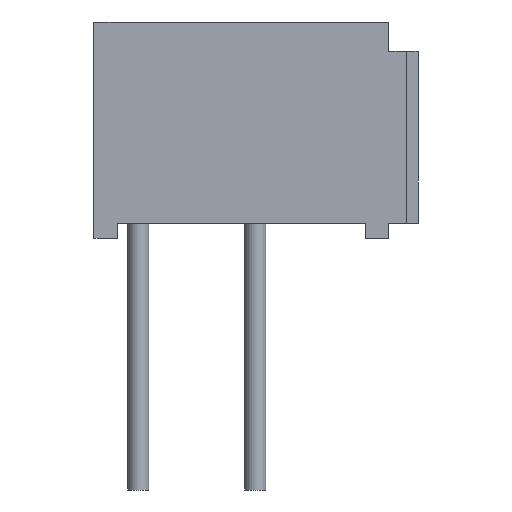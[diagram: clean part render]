
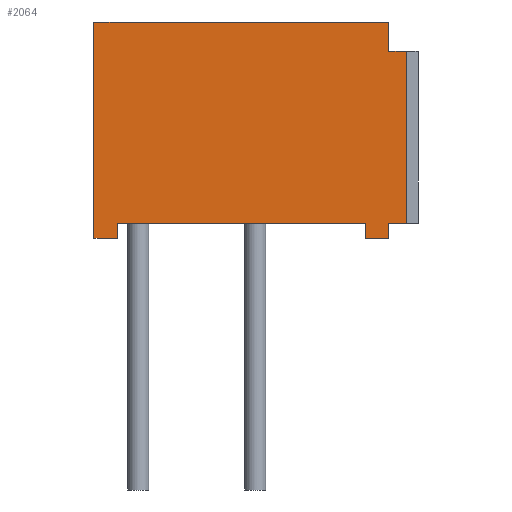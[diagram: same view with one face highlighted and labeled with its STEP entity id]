
A CAD part, left-side view. The second image highlights one B-rep face of the part: STEP entity #2064.
In plain terms, the highlighted planar face has unit normal (-1, 0, 0).
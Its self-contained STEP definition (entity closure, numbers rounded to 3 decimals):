
#925 = VERTEX_POINT('',#926);
#926 = CARTESIAN_POINT('',(-3.353,-3.264,0.326));
#959 = VERTEX_POINT('',#960);
#960 = CARTESIAN_POINT('',(-3.353,-3.264,4.06));
#966 = EDGE_CURVE('',#925,#959,#967,.T.);
#967 = LINE('',#968,#969);
#968 = CARTESIAN_POINT('',(-3.353,-3.264,2.345));
#969 = VECTOR('',#970,1.);
#970 = DIRECTION('',(0.,0.,1.));
#1828 = VERTEX_POINT('',#1829);
#1829 = CARTESIAN_POINT('',(-3.353,-2.375,0.326));
#1835 = EDGE_CURVE('',#1836,#1828,#1838,.T.);
#1836 = VERTEX_POINT('',#1837);
#1837 = CARTESIAN_POINT('',(-3.353,3.01,0.326));
#1838 = LINE('',#1839,#1840);
#1839 = CARTESIAN_POINT('',(-3.353,0.127,0.326));
#1840 = VECTOR('',#1841,1.);
#1841 = DIRECTION('',(0.,-1.,0.));
#1867 = VERTEX_POINT('',#1868);
#1868 = CARTESIAN_POINT('',(-3.353,-2.883,-0.004
    ));
#1874 = EDGE_CURVE('',#1875,#1867,#1877,.T.);
#1875 = VERTEX_POINT('',#1876);
#1876 = CARTESIAN_POINT('',(-3.353,-2.375,-0.004
    ));
#1877 = LINE('',#1878,#1879);
#1878 = CARTESIAN_POINT('',(-3.353,0.127,-0.004));
#1879 = VECTOR('',#1880,1.);
#1880 = DIRECTION('',(0.,-1.,0.));
#1899 = EDGE_CURVE('',#1828,#1875,#1900,.T.);
#1900 = LINE('',#1901,#1902);
#1901 = CARTESIAN_POINT('',(-3.353,-2.375,2.345));
#1902 = VECTOR('',#1903,1.);
#1903 = DIRECTION('',(0.,0.,-1.));
#1913 = EDGE_CURVE('',#1914,#925,#1916,.T.);
#1914 = VERTEX_POINT('',#1915);
#1915 = CARTESIAN_POINT('',(-3.353,-2.883,0.326));
#1916 = LINE('',#1917,#1918);
#1917 = CARTESIAN_POINT('',(-3.353,0.127,0.326));
#1918 = VECTOR('',#1919,1.);
#1919 = DIRECTION('',(0.,-1.,0.));
#1941 = EDGE_CURVE('',#1867,#1914,#1942,.T.);
#1942 = LINE('',#1943,#1944);
#1943 = CARTESIAN_POINT('',(-3.353,-2.883,2.345));
#1944 = VECTOR('',#1945,1.);
#1945 = DIRECTION('',(0.,0.,1.));
#2045 = VERTEX_POINT('',#2046);
#2046 = CARTESIAN_POINT('',(-3.353,-2.883,4.06));
#2052 = EDGE_CURVE('',#959,#2045,#2053,.T.);
#2053 = LINE('',#2054,#2055);
#2054 = CARTESIAN_POINT('',(-3.353,0.127,4.06));
#2055 = VECTOR('',#2056,1.);
#2056 = DIRECTION('',(0.,1.,0.));
#2064 = ADVANCED_FACE('',(#2065),#2112,.T.);
#2065 = FACE_BOUND('',#2066,.T.);
#2066 = EDGE_LOOP('',(#2067,#2068,#2069,#2070,#2071,#2072,#2080,#2088,
    #2096,#2104,#2110,#2111));
#2067 = ORIENTED_EDGE('',*,*,#1874,.T.);
#2068 = ORIENTED_EDGE('',*,*,#1941,.T.);
#2069 = ORIENTED_EDGE('',*,*,#1913,.T.);
#2070 = ORIENTED_EDGE('',*,*,#966,.T.);
#2071 = ORIENTED_EDGE('',*,*,#2052,.T.);
#2072 = ORIENTED_EDGE('',*,*,#2073,.F.);
#2073 = EDGE_CURVE('',#2074,#2045,#2076,.T.);
#2074 = VERTEX_POINT('',#2075);
#2075 = CARTESIAN_POINT('',(-3.353,-2.883,4.695));
#2076 = LINE('',#2077,#2078);
#2077 = CARTESIAN_POINT('',(-3.353,-2.883,4.377));
#2078 = VECTOR('',#2079,1.);
#2079 = DIRECTION('',(0.,0.,-1.));
#2080 = ORIENTED_EDGE('',*,*,#2081,.F.);
#2081 = EDGE_CURVE('',#2082,#2074,#2084,.T.);
#2082 = VERTEX_POINT('',#2083);
#2083 = CARTESIAN_POINT('',(-3.353,3.518,4.695));
#2084 = LINE('',#2085,#2086);
#2085 = CARTESIAN_POINT('',(-3.353,3.518,4.695));
#2086 = VECTOR('',#2087,1.);
#2087 = DIRECTION('',(0.,-1.,0.));
#2088 = ORIENTED_EDGE('',*,*,#2089,.T.);
#2089 = EDGE_CURVE('',#2082,#2090,#2092,.T.);
#2090 = VERTEX_POINT('',#2091);
#2091 = CARTESIAN_POINT('',(-3.353,3.518,-0.004));
#2092 = LINE('',#2093,#2094);
#2093 = CARTESIAN_POINT('',(-3.353,3.518,2.345));
#2094 = VECTOR('',#2095,1.);
#2095 = DIRECTION('',(0.,0.,-1.));
#2096 = ORIENTED_EDGE('',*,*,#2097,.T.);
#2097 = EDGE_CURVE('',#2090,#2098,#2100,.T.);
#2098 = VERTEX_POINT('',#2099);
#2099 = CARTESIAN_POINT('',(-3.353,3.01,-0.004)
  );
#2100 = LINE('',#2101,#2102);
#2101 = CARTESIAN_POINT('',(-3.353,0.127,-0.004));
#2102 = VECTOR('',#2103,1.);
#2103 = DIRECTION('',(0.,-1.,0.));
#2104 = ORIENTED_EDGE('',*,*,#2105,.T.);
#2105 = EDGE_CURVE('',#2098,#1836,#2106,.T.);
#2106 = LINE('',#2107,#2108);
#2107 = CARTESIAN_POINT('',(-3.353,3.01,2.345));
#2108 = VECTOR('',#2109,1.);
#2109 = DIRECTION('',(0.,0.,1.));
#2110 = ORIENTED_EDGE('',*,*,#1835,.T.);
#2111 = ORIENTED_EDGE('',*,*,#1899,.T.);
#2112 = PLANE('',#2113);
#2113 = AXIS2_PLACEMENT_3D('',#2114,#2115,#2116);
#2114 = CARTESIAN_POINT('',(-3.353,3.518,4.695));
#2115 = DIRECTION('',(-1.,0.,0.));
#2116 = DIRECTION('',(0.,0.,-1.));
